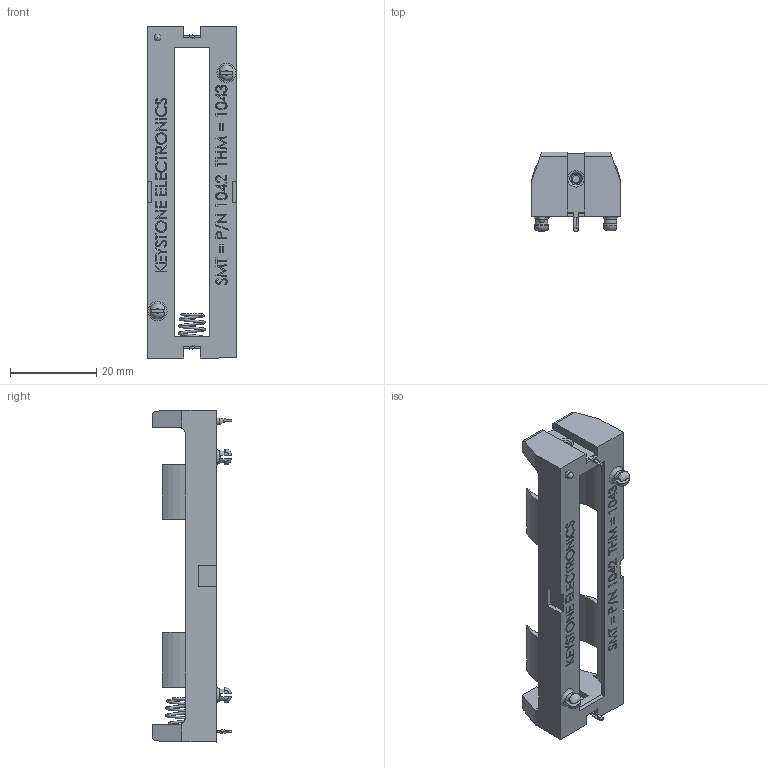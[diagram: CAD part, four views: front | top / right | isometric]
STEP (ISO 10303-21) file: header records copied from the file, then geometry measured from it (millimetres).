
FILE_DESCRIPTION (( 'STEP AP214' ), '1' );
FILE_NAME ('1131.STEP', '2018-12-28T20:11:40', ( '' ), ( '' ), 'SwSTEP 2.0', 'SolidWorks 2013', '' );
FILE_SCHEMA (( 'AUTOMOTIVE_DESIGN' ));
Length unit declared in the file: inch
Products named in the file (1): 1131
Bounding box: 20.65 x 18.41 x 77.05 mm (x, y, z)
Volume: 5534.7 mm3; surface area: 6095.8 mm2
Topology: 3 solids, 3 shells, 677 faces, 1817 edges, 1195 vertices
Faces by surface type: plane 483, bspline 132, cylinder 38, torus 19, cone 4, sphere 1
Full cylindrical faces by diameter (mm): 0.899 x1, 1.016 x1, 1.27 x1, 1.575 x1, 2.54 x2, 2.921 x2
Entity records: 37931 total; most frequent: CARTESIAN_POINT 13122, ORIENTED_EDGE 3560, DIRECTION 2706, EDGE_CURVE 1780, LINE 1368, VECTOR 1368, VERTEX_POINT 1190, EDGE_LOOP 770
